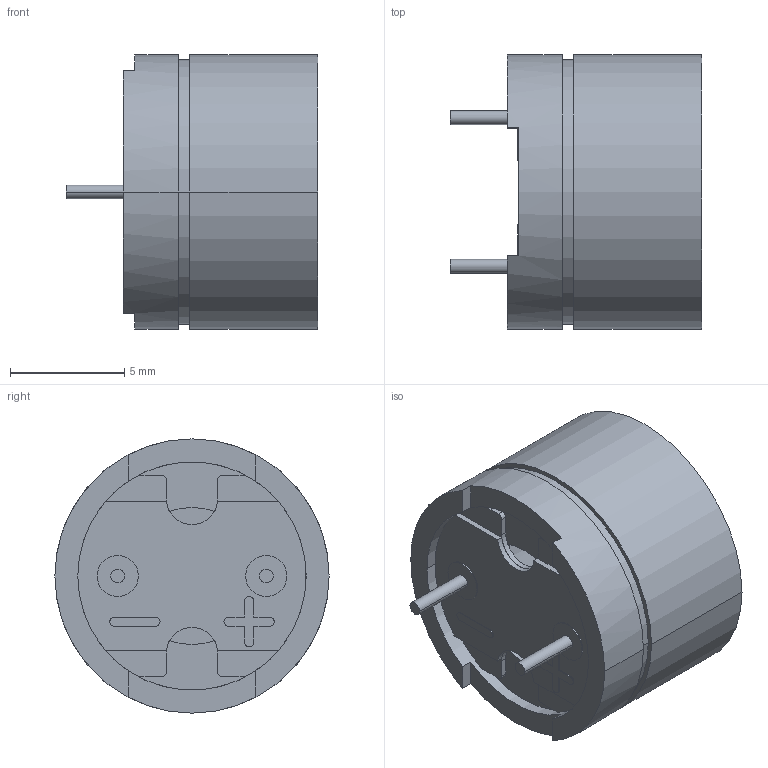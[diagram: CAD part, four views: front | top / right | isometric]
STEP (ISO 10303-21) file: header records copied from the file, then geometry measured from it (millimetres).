
FILE_DESCRIPTION (( 'STEP AP214' ), '1' );
FILE_NAME ('HCM12.STEP', '2022-08-07T13:47:34', ( '' ), ( '' ), 'SwSTEP 2.0', 'SolidWorks 2022', '' );
FILE_SCHEMA (( 'AUTOMOTIVE_DESIGN' ));
Length unit declared in the file: millimetre
Products named in the file (1): HCM12
Bounding box: 11 x 12 x 12 mm (x, y, z)
Volume: 490.6 mm3; surface area: 1265.7 mm2
Topology: 6 solids, 6 shells, 116 faces, 285 edges, 190 vertices
Faces by surface type: plane 59, cylinder 57
Entity records: 3852 total; most frequent: DIRECTION 641, CARTESIAN_POINT 592, ORIENTED_EDGE 570, EDGE_CURVE 285, AXIS2_PLACEMENT_3D 239, VERTEX_POINT 190, VECTOR 163, LINE 163
